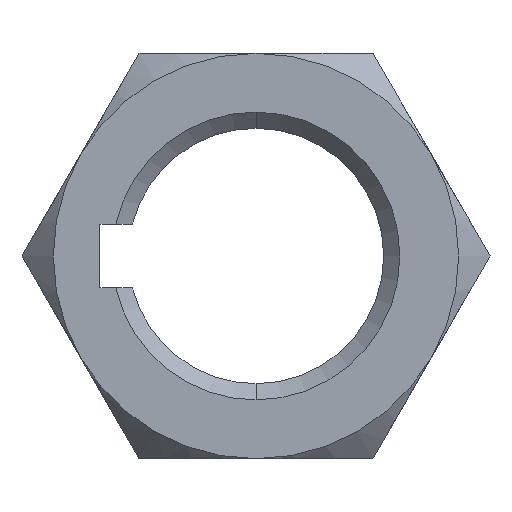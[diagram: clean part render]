
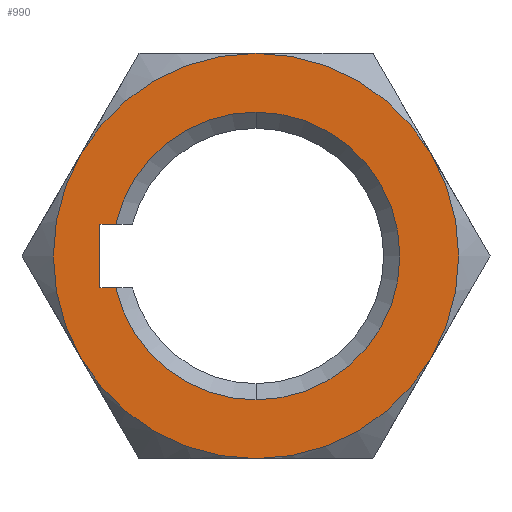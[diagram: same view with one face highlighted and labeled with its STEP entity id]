
A CAD part, front view. The second image highlights one B-rep face of the part: STEP entity #990.
In plain terms, the highlighted planar face has unit normal (0, -1, 0).
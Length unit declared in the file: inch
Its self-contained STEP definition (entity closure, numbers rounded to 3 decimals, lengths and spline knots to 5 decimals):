
#20 = AXIS2_PLACEMENT_3D ( 'NONE', #292, #617, #695 ) ;
#22 = FACE_BOUND ( 'NONE', #717, .T. ) ;
#33 = DIRECTION ( 'NONE',  ( 0., 1., 0. ) ) ;
#38 = AXIS2_PLACEMENT_3D ( 'NONE', #296, #929, #46 ) ;
#43 = EDGE_LOOP ( 'NONE', ( #218, #237, #326, #275, #1005, #315 ) ) ;
#46 = DIRECTION ( 'NONE',  ( 0., 0., 1. ) ) ;
#70 = CARTESIAN_POINT ( 'NONE',  ( -0.17306, 0., 0.03937 ) ) ;
#87 = DIRECTION ( 'NONE',  ( 0., -1., 0. ) ) ;
#121 = AXIS2_PLACEMENT_3D ( 'NONE', #861, #377, #285 ) ;
#122 = ORIENTED_EDGE ( 'NONE', *, *, #1011, .T. ) ;
#125 = CARTESIAN_POINT ( 'NONE',  ( -0.19252, 0., -0.03937 ) ) ;
#128 = EDGE_CURVE ( 'NONE', #619, #709, #739, .T. ) ;
#142 = CIRCLE ( 'NONE', #589, 0.17748 ) ;
#146 = DIRECTION ( 'NONE',  ( 0., 0., 1. ) ) ;
#149 = CARTESIAN_POINT ( 'NONE',  ( 0., 0., -0.17748 ) ) ;
#168 = CIRCLE ( 'NONE', #217, 0.17748 ) ;
#173 = DIRECTION ( 'NONE',  ( 0., 0., 1. ) ) ;
#197 = DIRECTION ( 'NONE',  ( 1., 0., 0. ) ) ;
#202 = FACE_OUTER_BOUND ( 'NONE', #43, .T. ) ;
#217 = AXIS2_PLACEMENT_3D ( 'NONE', #518, #33, #671 ) ;
#218 = ORIENTED_EDGE ( 'NONE', *, *, #524, .F. ) ;
#224 = ORIENTED_EDGE ( 'NONE', *, *, #999, .T. ) ;
#231 = VERTEX_POINT ( 'NONE', #561 ) ;
#237 = ORIENTED_EDGE ( 'NONE', *, *, #531, .T. ) ;
#242 = ORIENTED_EDGE ( 'NONE', *, *, #328, .T. ) ;
#245 = DIRECTION ( 'NONE',  ( -1., 0., 0. ) ) ;
#247 = DIRECTION ( 'NONE',  ( 0., -1., 0. ) ) ;
#257 = DIRECTION ( 'NONE',  ( 0., 1., 0. ) ) ;
#263 = PLANE ( 'NONE',  #859 ) ;
#264 = VERTEX_POINT ( 'NONE', #973 ) ;
#267 = AXIS2_PLACEMENT_3D ( 'NONE', #616, #247, #173 ) ;
#275 = ORIENTED_EDGE ( 'NONE', *, *, #867, .T. ) ;
#285 = DIRECTION ( 'NONE',  ( 0., 0., 1. ) ) ;
#286 = EDGE_CURVE ( 'NONE', #832, #765, #473, .T. ) ;
#289 = ORIENTED_EDGE ( 'NONE', *, *, #784, .T. ) ;
#292 = CARTESIAN_POINT ( 'NONE',  ( 0., 0., 0. ) ) ;
#296 = CARTESIAN_POINT ( 'NONE',  ( 0., 0., 0. ) ) ;
#306 = CARTESIAN_POINT ( 'NONE',  ( -0.21651, 0., -0.125 ) ) ;
#311 = VERTEX_POINT ( 'NONE', #715 ) ;
#315 = ORIENTED_EDGE ( 'NONE', *, *, #128, .T. ) ;
#317 = CIRCLE ( 'NONE', #1037, 0.25 ) ;
#326 = ORIENTED_EDGE ( 'NONE', *, *, #636, .T. ) ;
#328 = EDGE_CURVE ( 'NONE', #908, #832, #1018, .T. ) ;
#368 = VECTOR ( 'NONE', #245, 39.37008 ) ;
#377 = DIRECTION ( 'NONE',  ( 0., -1., 0. ) ) ;
#389 = CARTESIAN_POINT ( 'NONE',  ( 0.21651, 0., -0.125 ) ) ;
#405 = DIRECTION ( 'NONE',  ( 0., 0., 1. ) ) ;
#408 = EDGE_CURVE ( 'NONE', #696, #619, #722, .T. ) ;
#419 = DIRECTION ( 'NONE',  ( 0., 0., 1. ) ) ;
#464 = ORIENTED_EDGE ( 'NONE', *, *, #286, .T. ) ;
#466 = VECTOR ( 'NONE', #934, 39.37008 ) ;
#473 = LINE ( 'NONE', #548, #368 ) ;
#475 = CARTESIAN_POINT ( 'NONE',  ( 0., 0., 0. ) ) ;
#481 = CIRCLE ( 'NONE', #267, 0.25 ) ;
#495 = CARTESIAN_POINT ( 'NONE',  ( 0., 0., 0. ) ) ;
#510 = DIRECTION ( 'NONE',  ( 0., -1., 0. ) ) ;
#518 = CARTESIAN_POINT ( 'NONE',  ( 0., 0., 0. ) ) ;
#524 = EDGE_CURVE ( 'NONE', #264, #709, #944, .T. ) ;
#531 = EDGE_CURVE ( 'NONE', #264, #311, #571, .T. ) ;
#548 = CARTESIAN_POINT ( 'NONE',  ( -0.19252, 0., -0.03937 ) ) ;
#561 = CARTESIAN_POINT ( 'NONE',  ( -0.19252, 0., 0.03937 ) ) ;
#570 = VECTOR ( 'NONE', #197, 39.37008 ) ;
#571 = CIRCLE ( 'NONE', #121, 0.25 ) ;
#589 = AXIS2_PLACEMENT_3D ( 'NONE', #495, #819, #662 ) ;
#616 = CARTESIAN_POINT ( 'NONE',  ( 0., 0., 0. ) ) ;
#617 = DIRECTION ( 'NONE',  ( 0., -1., 0. ) ) ;
#619 = VERTEX_POINT ( 'NONE', #389 ) ;
#627 = AXIS2_PLACEMENT_3D ( 'NONE', #1046, #706, #632 ) ;
#632 = DIRECTION ( 'NONE',  ( 0., 0., 1. ) ) ;
#636 = EDGE_CURVE ( 'NONE', #311, #651, #317, .T. ) ;
#651 = VERTEX_POINT ( 'NONE', #306 ) ;
#654 = CARTESIAN_POINT ( 'NONE',  ( 0., 0., 0. ) ) ;
#662 = DIRECTION ( 'NONE',  ( 0., 0., 1. ) ) ;
#671 = DIRECTION ( 'NONE',  ( 0., 0., 1. ) ) ;
#695 = DIRECTION ( 'NONE',  ( 0., 0., 1. ) ) ;
#696 = VERTEX_POINT ( 'NONE', #742 ) ;
#706 = DIRECTION ( 'NONE',  ( 0., 1., 0. ) ) ;
#709 = VERTEX_POINT ( 'NONE', #891 ) ;
#715 = CARTESIAN_POINT ( 'NONE',  ( -0.21651, 0., 0.125 ) ) ;
#717 = EDGE_LOOP ( 'NONE', ( #224, #904, #122, #242, #464, #289 ) ) ;
#722 = CIRCLE ( 'NONE', #772, 0.25 ) ;
#739 = CIRCLE ( 'NONE', #20, 0.25 ) ;
#742 = CARTESIAN_POINT ( 'NONE',  ( 0., 0., -0.25 ) ) ;
#753 = LINE ( 'NONE', #913, #570 ) ;
#765 = VERTEX_POINT ( 'NONE', #927 ) ;
#767 = LINE ( 'NONE', #125, #466 ) ;
#772 = AXIS2_PLACEMENT_3D ( 'NONE', #654, #510, #405 ) ;
#784 = EDGE_CURVE ( 'NONE', #765, #231, #767, .T. ) ;
#819 = DIRECTION ( 'NONE',  ( 0., 1., 0. ) ) ;
#832 = VERTEX_POINT ( 'NONE', #840 ) ;
#840 = CARTESIAN_POINT ( 'NONE',  ( -0.17306, 0., -0.03937 ) ) ;
#859 = AXIS2_PLACEMENT_3D ( 'NONE', #986, #257, #419 ) ;
#861 = CARTESIAN_POINT ( 'NONE',  ( 0., 0., 0. ) ) ;
#865 = CARTESIAN_POINT ( 'NONE',  ( 0., 0., 0.17748 ) ) ;
#867 = EDGE_CURVE ( 'NONE', #651, #696, #481, .T. ) ;
#891 = CARTESIAN_POINT ( 'NONE',  ( 0.21651, 0., 0.125 ) ) ;
#897 = VERTEX_POINT ( 'NONE', #865 ) ;
#904 = ORIENTED_EDGE ( 'NONE', *, *, #1045, .T. ) ;
#908 = VERTEX_POINT ( 'NONE', #149 ) ;
#913 = CARTESIAN_POINT ( 'NONE',  ( -0.15248, 0., 0.03937 ) ) ;
#927 = CARTESIAN_POINT ( 'NONE',  ( -0.19252, 0., -0.03937 ) ) ;
#929 = DIRECTION ( 'NONE',  ( 0., 1., 0. ) ) ;
#934 = DIRECTION ( 'NONE',  ( 0., 0., 1. ) ) ;
#937 = VERTEX_POINT ( 'NONE', #70 ) ;
#944 = CIRCLE ( 'NONE', #38, 0.25 ) ;
#973 = CARTESIAN_POINT ( 'NONE',  ( 0., 0., 0.25 ) ) ;
#986 = CARTESIAN_POINT ( 'NONE',  ( 0., 0., 0. ) ) ;
#990 = ADVANCED_FACE ( 'NONE', ( #22, #202 ), #263, .F. ) ;
#999 = EDGE_CURVE ( 'NONE', #231, #937, #753, .T. ) ;
#1005 = ORIENTED_EDGE ( 'NONE', *, *, #408, .T. ) ;
#1011 = EDGE_CURVE ( 'NONE', #897, #908, #168, .T. ) ;
#1018 = CIRCLE ( 'NONE', #627, 0.17748 ) ;
#1037 = AXIS2_PLACEMENT_3D ( 'NONE', #475, #87, #146 ) ;
#1045 = EDGE_CURVE ( 'NONE', #937, #897, #142, .T. ) ;
#1046 = CARTESIAN_POINT ( 'NONE',  ( 0., 0., 0. ) ) ;
